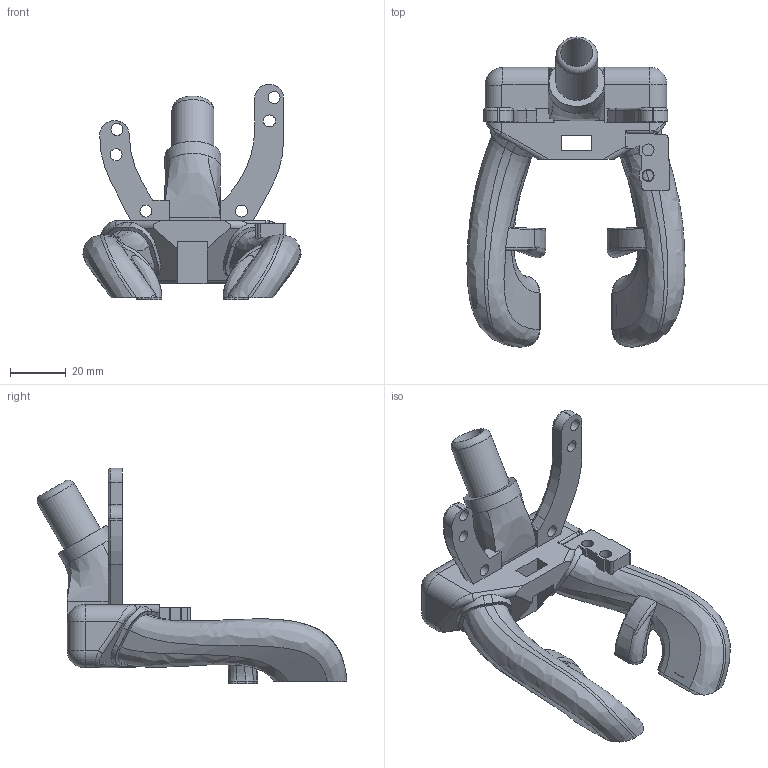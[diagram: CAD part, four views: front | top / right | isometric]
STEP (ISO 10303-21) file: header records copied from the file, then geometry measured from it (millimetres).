
FILE_DESCRIPTION(/* description */ ('STEP AP242','CAx-IF Rec.Pracs.---Representation and Presentation of Product Manufacturing Information (PMI)---4.0---2014-10-13','CAx-IF Rec.Pracs.---3D Tessellated Geometry---0.4---2014-09-14','2;1'),/* implementation_level */ '2;1');
FILE_NAME(/* name */ '66d5ce923e38d94884c20e3e',/* time_stamp */ '2024-09-02T14:41:23Z',/* author */ (''),/* organization */ (''),/* preprocessor_version */ 'ST-DEVELOPER v20',/* originating_system */ ' ',/* authorisation */ ' ');
FILE_SCHEMA (('AP242_MANAGED_MODEL_BASED_3D_ENGINEERING_MIM_LF { 1 0 10303 442 1 1 4 }'));
Length unit declared in the file: metre
Products named in the file (1): voron frank PCF Ducts CPAP
Bounding box: 78.06 x 110.91 x 77.2 mm (x, y, z)
Volume: 56406.8 mm3; surface area: 34460.9 mm2
Topology: 1 solids, 1 shells, 482 faces, 1319 edges, 834 vertices
Faces by surface type: plane 223, cylinder 126, bspline 109, torus 21, sphere 3
Full cylindrical faces by diameter (mm): 3.84 x1, 4.3 x10, 11.5 x1, 15 x1, 20 x1
Entity records: 23725 total; most frequent: CARTESIAN_POINT 12526, ORIENTED_EDGE 2576, DIRECTION 1942, EDGE_CURVE 1288, VERTEX_POINT 830, AXIS2_PLACEMENT_3D 684, LINE 574, VECTOR 574
